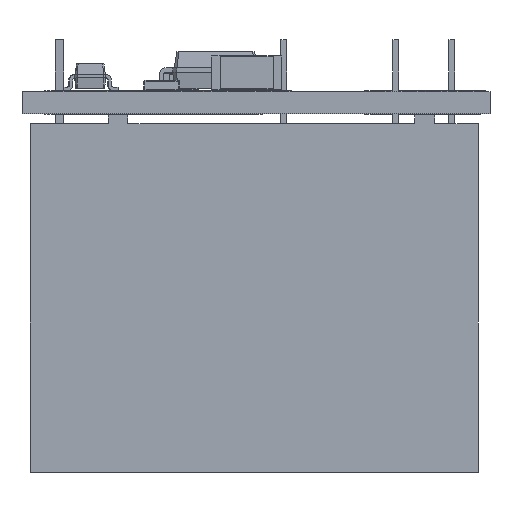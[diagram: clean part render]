
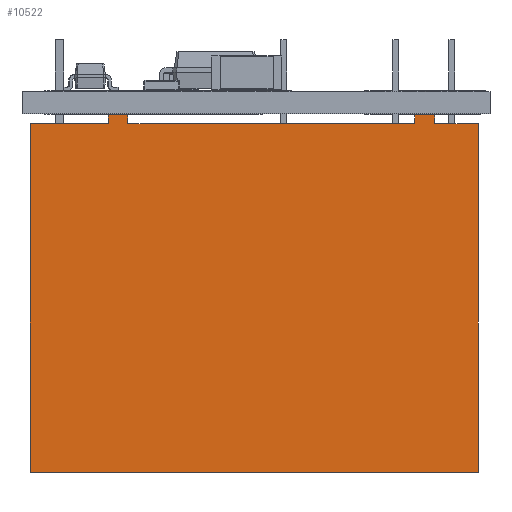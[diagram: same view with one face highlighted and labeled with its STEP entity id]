
A CAD part, front view. The second image highlights one B-rep face of the part: STEP entity #10522.
In plain terms, the highlighted face is planar.
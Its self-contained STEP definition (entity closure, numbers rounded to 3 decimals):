
#10191 = VERTEX_POINT('',#10192);
#10192 = CARTESIAN_POINT('',(16.105,0.4,-8.96));
#10207 = VERTEX_POINT('',#10208);
#10208 = CARTESIAN_POINT('',(17.005,0.4,-8.96));
#10214 = EDGE_CURVE('',#10215,#10207,#10217,.T.);
#10215 = VERTEX_POINT('',#10216);
#10216 = CARTESIAN_POINT('',(18.97,0.4,-8.96));
#10217 = LINE('',#10218,#10219);
#10218 = CARTESIAN_POINT('',(-1.33,0.4,-8.96));
#10219 = VECTOR('',#10220,1.);
#10220 = DIRECTION('',(-1.,0.,0.));
#10303 = VERTEX_POINT('',#10304);
#10304 = CARTESIAN_POINT('',(-1.33,0.4,-8.96));
#10310 = EDGE_CURVE('',#10311,#10303,#10313,.T.);
#10311 = VERTEX_POINT('',#10312);
#10312 = CARTESIAN_POINT('',(2.205,0.4,-8.96));
#10313 = LINE('',#10314,#10315);
#10314 = CARTESIAN_POINT('',(-1.33,0.4,-8.96));
#10315 = VECTOR('',#10316,1.);
#10316 = DIRECTION('',(-1.,0.,0.));
#10335 = VERTEX_POINT('',#10336);
#10336 = CARTESIAN_POINT('',(3.105,0.4,-8.96));
#10342 = EDGE_CURVE('',#10191,#10335,#10343,.T.);
#10343 = LINE('',#10344,#10345);
#10344 = CARTESIAN_POINT('',(-1.33,0.4,-8.96));
#10345 = VECTOR('',#10346,1.);
#10346 = DIRECTION('',(-1.,0.,0.));
#10522 = ADVANCED_FACE('',(#10523),#10594,.F.);
#10523 = FACE_BOUND('',#10524,.T.);
#10524 = EDGE_LOOP('',(#10525,#10526,#10534,#10542,#10548,#10549,#10557,
    #10565,#10571,#10572,#10580,#10588));
#10525 = ORIENTED_EDGE('',*,*,#10214,.T.);
#10526 = ORIENTED_EDGE('',*,*,#10527,.F.);
#10527 = EDGE_CURVE('',#10528,#10207,#10530,.T.);
#10528 = VERTEX_POINT('',#10529);
#10529 = CARTESIAN_POINT('',(17.005,0.,-8.96));
#10530 = LINE('',#10531,#10532);
#10531 = CARTESIAN_POINT('',(17.005,-1.11,-8.96));
#10532 = VECTOR('',#10533,1.);
#10533 = DIRECTION('',(0.,1.,0.));
#10534 = ORIENTED_EDGE('',*,*,#10535,.T.);
#10535 = EDGE_CURVE('',#10528,#10536,#10538,.T.);
#10536 = VERTEX_POINT('',#10537);
#10537 = CARTESIAN_POINT('',(16.105,0.,-8.96));
#10538 = LINE('',#10539,#10540);
#10539 = CARTESIAN_POINT('',(16.105,0.,-8.96));
#10540 = VECTOR('',#10541,1.);
#10541 = DIRECTION('',(-1.,0.,0.));
#10542 = ORIENTED_EDGE('',*,*,#10543,.T.);
#10543 = EDGE_CURVE('',#10536,#10191,#10544,.T.);
#10544 = LINE('',#10545,#10546);
#10545 = CARTESIAN_POINT('',(16.105,-1.11,-8.96));
#10546 = VECTOR('',#10547,1.);
#10547 = DIRECTION('',(0.,1.,0.));
#10548 = ORIENTED_EDGE('',*,*,#10342,.T.);
#10549 = ORIENTED_EDGE('',*,*,#10550,.F.);
#10550 = EDGE_CURVE('',#10551,#10335,#10553,.T.);
#10551 = VERTEX_POINT('',#10552);
#10552 = CARTESIAN_POINT('',(3.105,0.,-8.96));
#10553 = LINE('',#10554,#10555);
#10554 = CARTESIAN_POINT('',(3.105,-1.11,-8.96));
#10555 = VECTOR('',#10556,1.);
#10556 = DIRECTION('',(0.,1.,0.));
#10557 = ORIENTED_EDGE('',*,*,#10558,.T.);
#10558 = EDGE_CURVE('',#10551,#10559,#10561,.T.);
#10559 = VERTEX_POINT('',#10560);
#10560 = CARTESIAN_POINT('',(2.205,0.,-8.96));
#10561 = LINE('',#10562,#10563);
#10562 = CARTESIAN_POINT('',(2.205,0.,-8.96));
#10563 = VECTOR('',#10564,1.);
#10564 = DIRECTION('',(-1.,0.,0.));
#10565 = ORIENTED_EDGE('',*,*,#10566,.T.);
#10566 = EDGE_CURVE('',#10559,#10311,#10567,.T.);
#10567 = LINE('',#10568,#10569);
#10568 = CARTESIAN_POINT('',(2.205,-1.11,-8.96));
#10569 = VECTOR('',#10570,1.);
#10570 = DIRECTION('',(0.,1.,0.));
#10571 = ORIENTED_EDGE('',*,*,#10310,.T.);
#10572 = ORIENTED_EDGE('',*,*,#10573,.F.);
#10573 = EDGE_CURVE('',#10574,#10303,#10576,.T.);
#10574 = VERTEX_POINT('',#10575);
#10575 = CARTESIAN_POINT('',(-1.33,16.2,-8.96));
#10576 = LINE('',#10577,#10578);
#10577 = CARTESIAN_POINT('',(-1.33,16.2,-8.96));
#10578 = VECTOR('',#10579,1.);
#10579 = DIRECTION('',(0.,-1.,0.));
#10580 = ORIENTED_EDGE('',*,*,#10581,.F.);
#10581 = EDGE_CURVE('',#10582,#10574,#10584,.T.);
#10582 = VERTEX_POINT('',#10583);
#10583 = CARTESIAN_POINT('',(18.97,16.2,-8.96));
#10584 = LINE('',#10585,#10586);
#10585 = CARTESIAN_POINT('',(-1.33,16.2,-8.96));
#10586 = VECTOR('',#10587,1.);
#10587 = DIRECTION('',(-1.,0.,0.));
#10588 = ORIENTED_EDGE('',*,*,#10589,.T.);
#10589 = EDGE_CURVE('',#10582,#10215,#10590,.T.);
#10590 = LINE('',#10591,#10592);
#10591 = CARTESIAN_POINT('',(18.97,16.2,-8.96));
#10592 = VECTOR('',#10593,1.);
#10593 = DIRECTION('',(0.,-1.,0.));
#10594 = PLANE('',#10595);
#10595 = AXIS2_PLACEMENT_3D('',#10596,#10597,#10598);
#10596 = CARTESIAN_POINT('',(-1.33,16.2,-8.96));
#10597 = DIRECTION('',(0.,0.,1.));
#10598 = DIRECTION('',(1.,0.,-0.));
